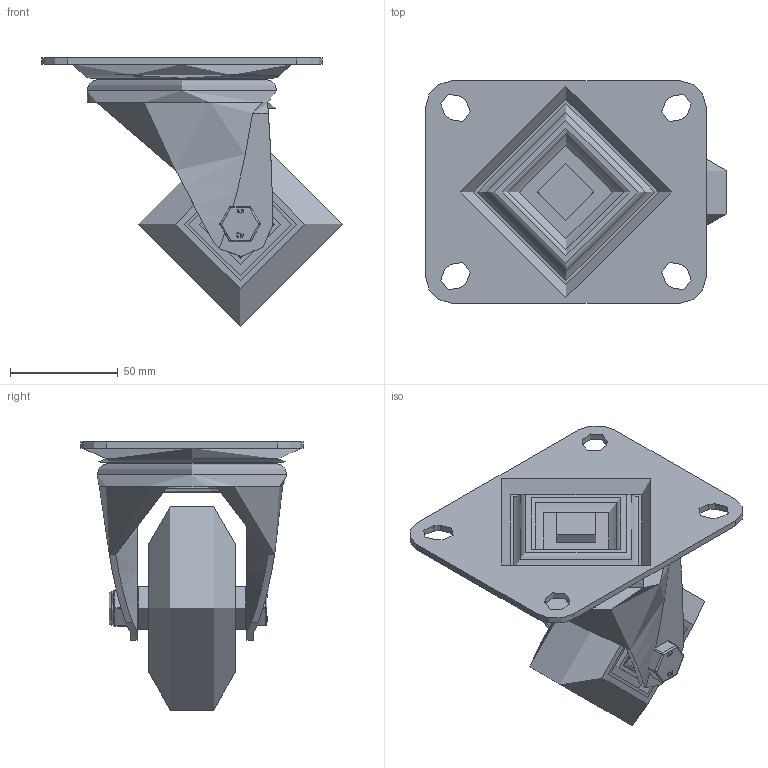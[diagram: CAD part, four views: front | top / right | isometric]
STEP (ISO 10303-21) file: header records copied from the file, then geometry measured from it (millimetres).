
FILE_DESCRIPTION(/* description */ (''),/* implementation_level */ '2;1');
FILE_NAME(/* name */ 'BZH100SRERBJLP.step',/* time_stamp */ '2024-05-03T09:35:43+01:00',/* author */ (''),/* organization */ (''),/* preprocessor_version */ 'ST-DEVELOPER v20',/* originating_system */ 'Autodesk Translation Framework v12.20.1.177',/* authorisation */ '');
FILE_SCHEMA (('AUTOMOTIVE_DESIGN { 1 0 10303 214 3 1 1 }'));
Length unit declared in the file: millimetre
Products named in the file (28): BZH100SRERBJLP; BZH100ASLP v1; ZINC PLATED PRESSED STEEL FORK; ZINC PLATED PRESSED STEEL TOP PLATE; BZH100WSRERBJM15 v1; 55 SHORE A ELASTIC RUBBER; ALUMINIUM RIM; ALUMINIUM RIM Geometry; BEARING SPACER; BEARING6002; Pattern; BEARING6002 (1); Pattern (1); Component1; METAL; METAL2; MIDDLE; RUBBER; TH15X5X10 - 3 v1; ZINC PLATED HEADED SPACER; TH15X5X10 - 3 v1 (1); ZINC PLATED HEADED SPACER (1); HEXBOLTM10X65Z8.8FULL v2; GRADE 8.8 FULLY THREADED ZINC PLATED BOLT; NYLOCM10Z v1; NYLOC NUT; RUBBER (1); NUT
Assembly tree (50 placements, depth 5):
  BZH100SRERBJLP
    BZH100ASLP v1
      ZINC PLATED PRESSED STEEL FORK
      ZINC PLATED PRESSED STEEL TOP PLATE
    BZH100WSRERBJM15 v1
      55 SHORE A ELASTIC RUBBER
      ALUMINIUM RIM
        ALUMINIUM RIM Geometry
        BEARING SPACER
      BEARING6002
        METAL
        METAL2
        Pattern
          Component1  x9
        MIDDLE
        RUBBER  x2
      BEARING6002 (1)
        Pattern (1)
          Component1  x9
        METAL
        METAL2
        MIDDLE
        RUBBER  x2
    TH15X5X10 - 3 v1
      ZINC PLATED HEADED SPACER
    TH15X5X10 - 3 v1 (1)
      ZINC PLATED HEADED SPACER (1)
    HEXBOLTM10X65Z8.8FULL v2
      GRADE 8.8 FULLY THREADED ZINC PLATED BOLT
    NYLOCM10Z v1
      NYLOC NUT
        RUBBER (1)
        NUT
Bounding box: 139.32 x 103 x 124.45 mm (x, y, z)
Volume: 347332.2 mm3; surface area: 127883.7 mm2
Topology: 38 solids, 38 shells, 1126 faces, 2828 edges, 1843 vertices
Faces by surface type: bspline 402, plane 368, cylinder 238, sphere 72, torus 23, cone 23
Full cylindrical faces by diameter (mm): 8.141 x18, 9.85 x30, 10 x3, 10.5 x4, 12 x2, 14.75 x2, 15 x3, 16 x2, 19 x3, 20 x6, 20.5 x4, 21.5 x4, 26 x2, 26.8 x4, 28 x3, 28.2 x8, 30 x1, 32 x4, 36 x1, 37.5 x2, 48 x2, 52 x2, 82 x1, 88 x1
Entity records: 26110 total; most frequent: CARTESIAN_POINT 11696, ORIENTED_EDGE 2986, DIRECTION 2534, EDGE_CURVE 1493, AXIS2_PLACEMENT_3D 986, VERTEX_POINT 965, EDGE_LOOP 723, FACE_OUTER_BOUND 613
